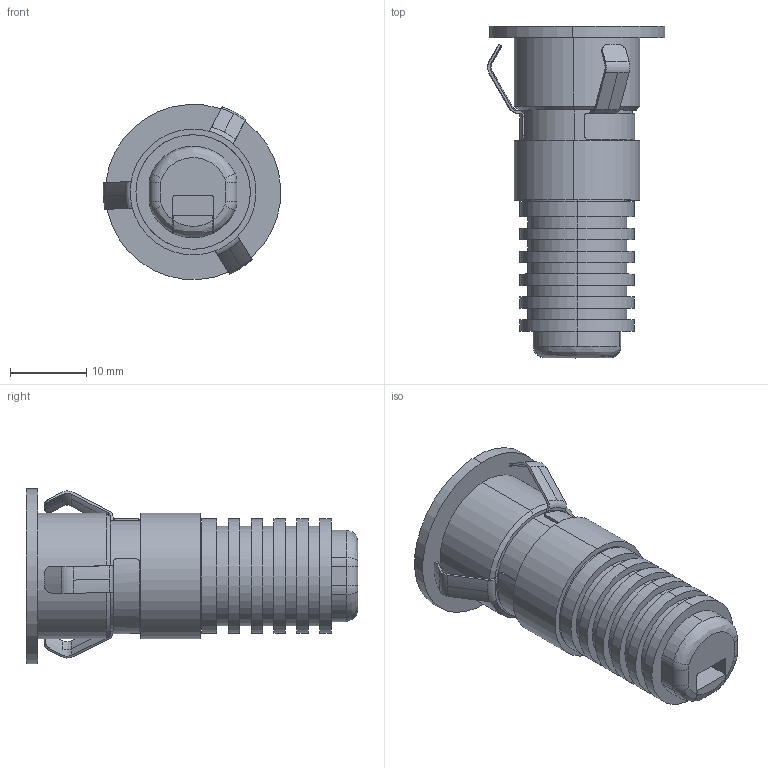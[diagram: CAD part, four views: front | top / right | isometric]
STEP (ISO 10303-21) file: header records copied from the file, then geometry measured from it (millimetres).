
FILE_DESCRIPTION (( 'STEP AP203' ), '1' );
FILE_NAME ('SL74180.STEP', '2025-12-19T08:11:31', ( 'Windows User' ), ( 'P R C' ), 'SwSTEP 2.0', 'SolidWorks 2016', '' );
FILE_SCHEMA (( 'CONFIG_CONTROL_DESIGN' ));
Length unit declared in the file: millimetre
Products named in the file (7): 3p-4; 譬硌腑腑极; 譬硌腑臏價啣; 拇指灯三爪弹片; 譬硌腑埴醱裔; 濘舜親 LL01ZZ-DRT15L06-M1; SL74180
Assembly tree (6 placements, depth 2):
  SL74180
    譬硌腑臏價啣
    濘舜親 LL01ZZ-DRT15L06-M1
    譬硌腑腑极
    譬硌腑埴醱裔
    3p-4
    拇指灯三爪弹片
Bounding box: 23.26 x 43.5 x 22.96 mm (x, y, z)
Volume: 6164.6 mm3; surface area: 7244.5 mm2
Topology: 6 solids, 6 shells, 313 faces, 786 edges, 511 vertices
Faces by surface type: plane 120, cylinder 103, cone 52, torus 27, bspline 10, sphere 1
Entity records: 10773 total; most frequent: CARTESIAN_POINT 2508, DIRECTION 1618, ORIENTED_EDGE 1562, EDGE_CURVE 781, AXIS2_PLACEMENT_3D 649, VERTEX_POINT 509, EDGE_LOOP 350, CIRCLE 337
